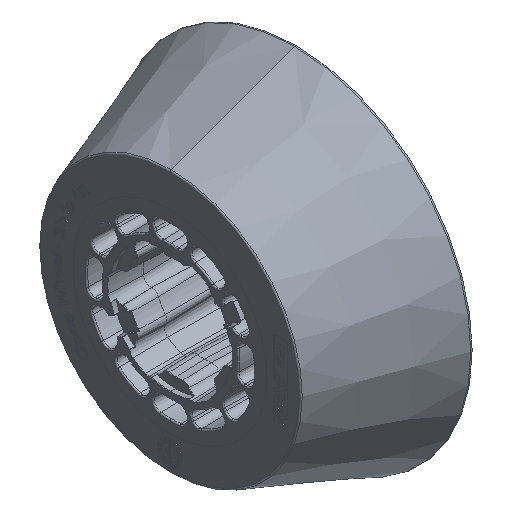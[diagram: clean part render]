
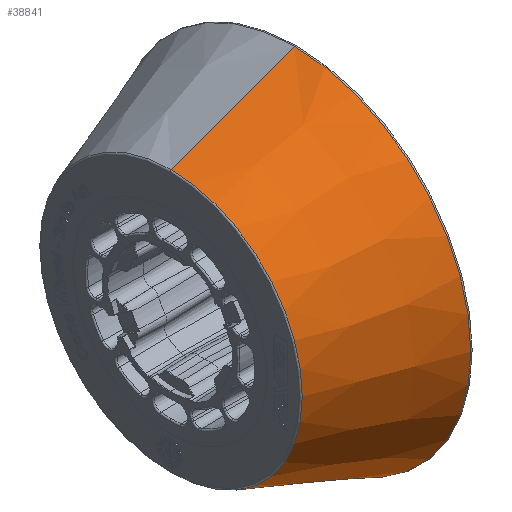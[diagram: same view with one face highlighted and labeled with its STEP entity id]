
A CAD part, isometric view. The second image highlights one B-rep face of the part: STEP entity #38841.
In plain terms, the highlighted conical face has half-angle 20.12 degrees and reference radius 44.264 mm.
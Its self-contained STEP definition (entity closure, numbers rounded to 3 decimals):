
#2627 = DIRECTION ( 'NONE',  ( 0., 0., -1. ) ) ;
#4377 = ORIENTED_EDGE ( 'NONE', *, *, #94398, .T. ) ;
#6654 = CARTESIAN_POINT ( 'NONE',  ( -17.928, 0., -37.759 ) ) ;
#10478 = CARTESIAN_POINT ( 'NONE',  ( -0.172, 0., 0. ) ) ;
#13231 = AXIS2_PLACEMENT_3D ( 'NONE', #23063, #30428, #79144 ) ;
#23063 = CARTESIAN_POINT ( 'NONE',  ( -17.928, 0., 0. ) ) ;
#24427 = DIRECTION ( 'NONE',  ( 0., 0., -1. ) ) ;
#28264 = CARTESIAN_POINT ( 'NONE',  ( -0.172, 0., 44.264 ) ) ;
#30428 = DIRECTION ( 'NONE',  ( 1., 0., 0. ) ) ;
#30553 = EDGE_CURVE ( 'NONE', #40648, #52378, #51638, .T. ) ;
#31194 = ORIENTED_EDGE ( 'NONE', *, *, #48959, .F. ) ;
#32526 = CONICAL_SURFACE ( 'NONE', #45889, 44.264, 0.351 ) ;
#38841 = ADVANCED_FACE ( 'NONE', ( #82325 ), #32526, .T. ) ;
#40648 = VERTEX_POINT ( 'NONE', #73593 ) ;
#42519 = DIRECTION ( 'NONE',  ( 1., 0., 0. ) ) ;
#45889 = AXIS2_PLACEMENT_3D ( 'NONE', #10478, #42519, #2627 ) ;
#46851 = CARTESIAN_POINT ( 'NONE',  ( -17.928, 0., 37.759 ) ) ;
#48959 = EDGE_CURVE ( 'NONE', #62523, #40648, #69110, .T. ) ;
#51638 = CIRCLE ( 'NONE', #70111, 50.769 ) ;
#52378 = VERTEX_POINT ( 'NONE', #96175 ) ;
#55904 = CARTESIAN_POINT ( 'NONE',  ( 17.584, 0., 0. ) ) ;
#62523 = VERTEX_POINT ( 'NONE', #46851 ) ;
#63239 = DIRECTION ( 'NONE',  ( 1., 0., 0. ) ) ;
#67243 = VECTOR ( 'NONE', #102095, 1000. ) ;
#69110 = LINE ( 'NONE', #28264, #100525 ) ;
#69585 = LINE ( 'NONE', #84803, #67243 ) ;
#70111 = AXIS2_PLACEMENT_3D ( 'NONE', #55904, #63239, #24427 ) ;
#72973 = EDGE_CURVE ( 'NONE', #62523, #82091, #93578, .T. ) ;
#73593 = CARTESIAN_POINT ( 'NONE',  ( 17.584, 0., 50.769 ) ) ;
#77089 = ORIENTED_EDGE ( 'NONE', *, *, #72973, .T. ) ;
#79144 = DIRECTION ( 'NONE',  ( 0., 0., -1. ) ) ;
#82091 = VERTEX_POINT ( 'NONE', #6654 ) ;
#82325 = FACE_OUTER_BOUND ( 'NONE', #89030, .T. ) ;
#84803 = CARTESIAN_POINT ( 'NONE',  ( -0.172, 0., -44.264 ) ) ;
#89030 = EDGE_LOOP ( 'NONE', ( #31194, #77089, #4377, #92228 ) ) ;
#91182 = DIRECTION ( 'NONE',  ( 0.939, 0., 0.344 ) ) ;
#92228 = ORIENTED_EDGE ( 'NONE', *, *, #30553, .F. ) ;
#93578 = CIRCLE ( 'NONE', #13231, 37.759 ) ;
#94398 = EDGE_CURVE ( 'NONE', #82091, #52378, #69585, .T. ) ;
#96175 = CARTESIAN_POINT ( 'NONE',  ( 17.584, 0., -50.769 ) ) ;
#100525 = VECTOR ( 'NONE', #91182, 1000. ) ;
#102095 = DIRECTION ( 'NONE',  ( 0.939, 0., -0.344 ) ) ;
